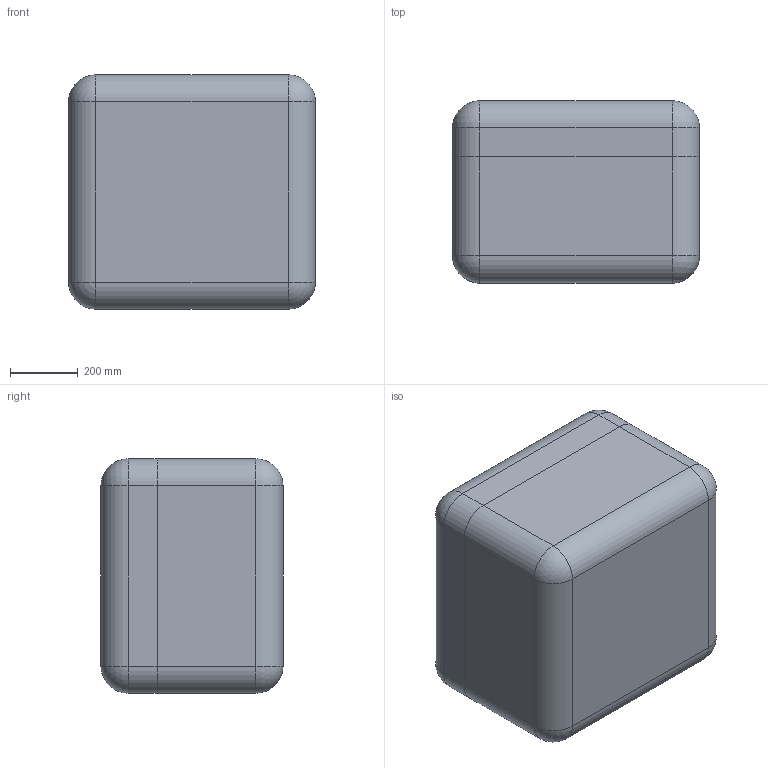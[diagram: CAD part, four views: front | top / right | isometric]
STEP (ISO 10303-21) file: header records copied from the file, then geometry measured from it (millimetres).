
FILE_DESCRIPTION (( 'STEP AP214' ), '1' );
FILE_NAME ('Òðàíñïîðòíûé êîíòåéíåð ÀÄÌÈÐÀË®ÏÐÎÔÅÑÑÈÎÍÀËÜÍÛÅ 068_óïðîùåííàÿ 3D-ìîäåëü.STEP', '2025-09-17T07:00:45', ( '' ), ( '' ), 'SwSTEP 2.0', 'SolidWorks 2021', '' );
FILE_SCHEMA (( 'AUTOMOTIVE_DESIGN' ));
Length unit declared in the file: millimetre
Products named in the file (3): Base 68(óïð); Lid 68(óïð); Òðàíñïîðòíûé êîíòåéíåð ÀÄÌÈÐÀË®ÏÐÎÔÅÑÑÈÎÍÀËÜÍÛÅ 068_óïðîùåííàÿ 3D-ìîäåëü
Assembly tree (2 placements, depth 2):
  Òðàíñïîðòíûé êîíòåéíåð ÀÄÌÈÐÀË®ÏÐÎÔÅÑÑÈÎÍÀËÜÍÛÅ 068_óïðîùåííàÿ 3D-ìîäåëü
    Base 68(óïð)
    Lid 68(óïð)
Bounding box: 727.36 x 536.67 x 690.7 mm (x, y, z)
Volume: 107892065.3 mm3; surface area: 5152746.4 mm2
Topology: 2 solids, 2 shells, 1211 faces, 2988 edges, 1736 vertices
Faces by surface type: cylinder 532, bspline 296, plane 247, torus 104, cone 24, sphere 8
Entity records: 49077 total; most frequent: CARTESIAN_POINT 22217, ORIENTED_EDGE 5864, DIRECTION 5420, EDGE_CURVE 2932, AXIS2_PLACEMENT_3D 2120, VERTEX_POINT 1736, EDGE_LOOP 1226, FACE_OUTER_BOUND 1211
